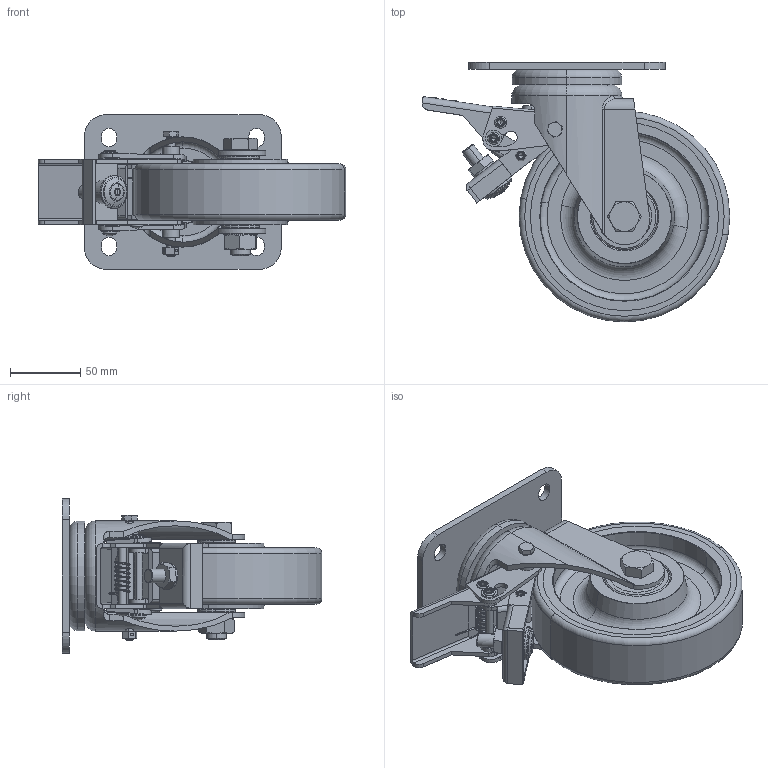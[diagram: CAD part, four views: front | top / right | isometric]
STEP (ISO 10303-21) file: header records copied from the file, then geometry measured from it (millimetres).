
FILE_DESCRIPTION (( 'STEP AP214' ), '1' );
FILE_NAME ('0012036_L-HO-PUZG-150-K-3-DSV.STEP', '2016-11-29T10:07:03', ( '' ), ( '' ), 'SwSTEP 2.0', 'SolidWorks 2016', '' );
FILE_SCHEMA (( 'AUTOMOTIVE_DESIGN' ));
Length unit declared in the file: millimetre
Products named in the file (1): 0012036_L-HO-PUZG-150-K-3-DSV
Bounding box: 218.94 x 185 x 110 mm (x, y, z)
Surface area: 247353.3 mm2 (no closed solid volume)
Topology: 0 solids, 36 shells, 780 faces, 1935 edges, 1199 vertices
Faces by surface type: plane 277, cylinder 237, cone 135, torus 89, bspline 41, sphere 1
Entity records: 37423 total; most frequent: CARTESIAN_POINT 10367, DIRECTION 3830, ORIENTED_EDGE 3742, EDGE_CURVE 1887, AXIS2_PLACEMENT_3D 1510, VERTEX_POINT 1199, EDGE_LOOP 898, LINE 810
